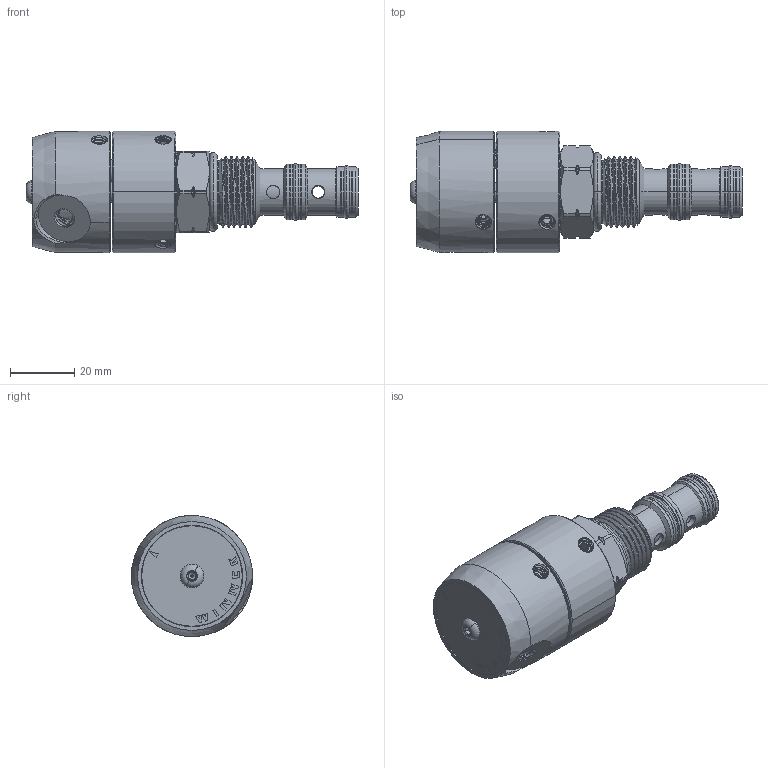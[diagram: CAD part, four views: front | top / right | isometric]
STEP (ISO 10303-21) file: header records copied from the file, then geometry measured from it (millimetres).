
FILE_DESCRIPTION (( 'STEP AP203' ), '1' );
FILE_NAME ('DR10W3A11R.STEP', '2022-11-24T07:26:30', ( '' ), ( '' ), 'SwSTEP 2.0', 'SolidWorks 2018', '' );
FILE_SCHEMA (( 'CONFIG_CONTROL_DESIGN' ));
Products named in the file (1): DR10W3A11R
Bounding box: 103.75 x 37.9 x 37.9 mm (x, y, z)
Volume: 56961.5 mm3; surface area: 22026.9 mm2
Topology: 10 solids, 14 shells, 884 faces, 2303 edges, 1472 vertices
Faces by surface type: cylinder 414, plane 213, cone 134, bspline 91, torus 32
Entity records: 104295 total; most frequent: CARTESIAN_POINT 84788, ORIENTED_EDGE 4578, DIRECTION 3440, EDGE_CURVE 2289, VERTEX_POINT 1472, AXIS2_PLACEMENT_3D 1327, EDGE_LOOP 955, FACE_OUTER_BOUND 884
